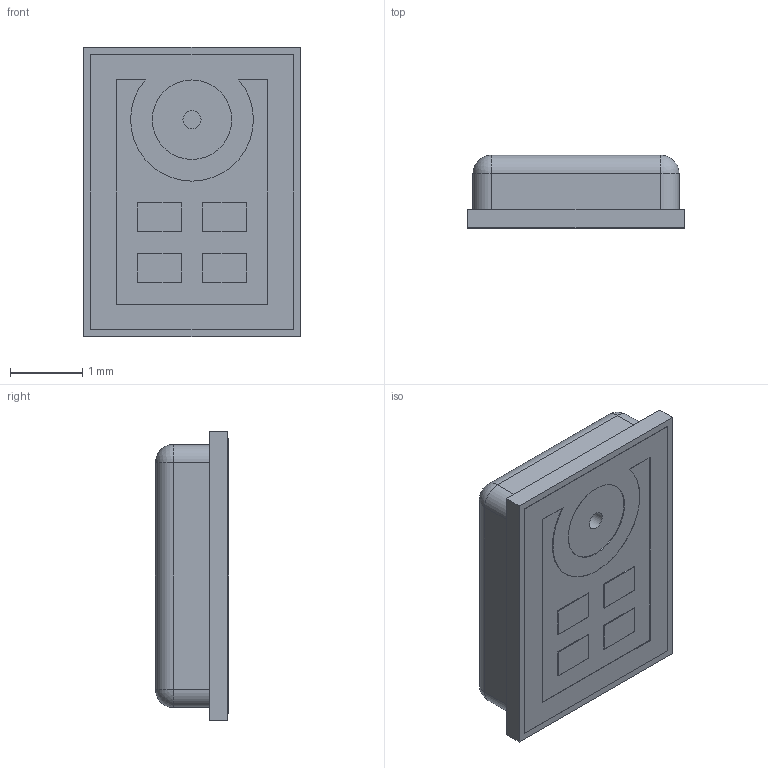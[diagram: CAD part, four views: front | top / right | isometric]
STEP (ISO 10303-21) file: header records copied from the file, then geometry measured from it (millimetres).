
FILE_DESCRIPTION(/* description */ (''),/* implementation_level */ '2;1');
FILE_NAME(/* name */ 'DMM-4026-B-R.ipt.stp',/* time_stamp */ '2020-05-28T12:23:37-04:00',/* author */ ('vandenbroek'),/* organization */ (''),/* preprocessor_version */ 'ST-DEVELOPER v16.1',/* originating_system */ 'Autodesk Inventor 2016',/* authorisation */ '');
FILE_SCHEMA (('AUTOMOTIVE_DESIGN { 1 0 10303 214 3 1 1 }'));
Length unit declared in the file: millimetre
Products named in the file (1): DMM-4026-B-R
Bounding box: 3 x 1.01 x 4 mm (x, y, z)
Volume: 5.2 mm3; surface area: 73.8 mm2
Topology: 6 solids, 6 shells, 67 faces, 144 edges, 92 vertices
Faces by surface type: plane 52, cylinder 11, sphere 4
Full cylindrical faces by diameter (mm): 0.25 x1, 1.1 x1
Entity records: 1889 total; most frequent: CARTESIAN_POINT 302, DIRECTION 300, ORIENTED_EDGE 284, EDGE_CURVE 142, LINE 120, VECTOR 120, VERTEX_POINT 92, AXIS2_PLACEMENT_3D 90
